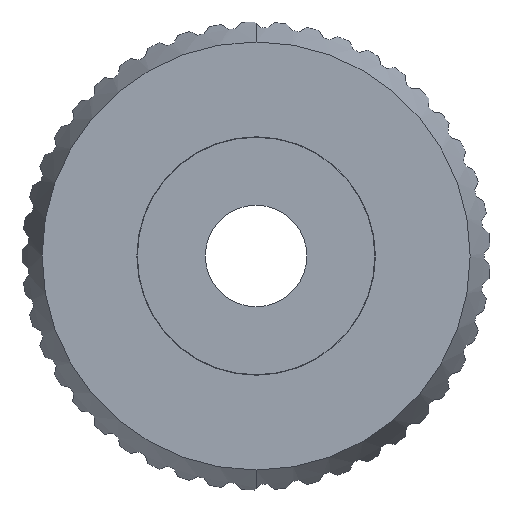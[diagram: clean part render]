
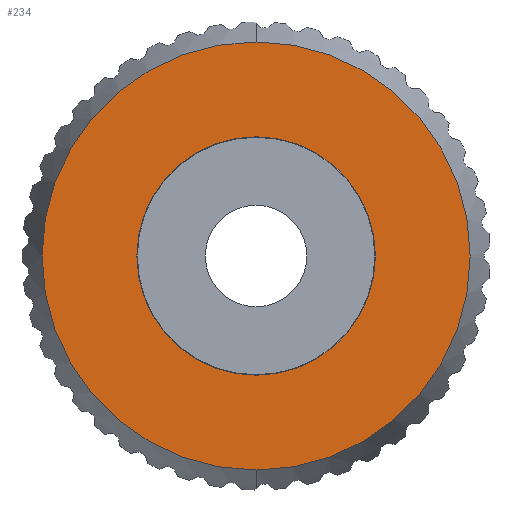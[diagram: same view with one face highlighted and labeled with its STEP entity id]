
A CAD part, front view. The second image highlights one B-rep face of the part: STEP entity #234.
In plain terms, the highlighted planar face has unit normal (0, -1, 0).
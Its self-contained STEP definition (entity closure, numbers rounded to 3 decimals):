
#234=ADVANCED_FACE('',(#616,#617),#618,.T.);
#616=FACE_OUTER_BOUND('',#1005,.T.);
#617=FACE_BOUND('',#1006,.T.);
#618=PLANE('',#1007);
#1005=EDGE_LOOP('',(#2613,#2614));
#1006=EDGE_LOOP('',(#2615,#2616,#2617));
#1007=AXIS2_PLACEMENT_3D('',#2618,#2619,#2620);
#2613=ORIENTED_EDGE('',*,*,#2740,.F.);
#2614=ORIENTED_EDGE('',*,*,#3308,.F.);
#2615=ORIENTED_EDGE('',*,*,#3306,.T.);
#2616=ORIENTED_EDGE('',*,*,#2837,.T.);
#2617=ORIENTED_EDGE('',*,*,#3307,.T.);
#2618=CARTESIAN_POINT('',(0.,-13.1,-16.417));
#2619=DIRECTION('',(0.0,-1.0,0.0));
#2620=DIRECTION('',(0.,0.0,1.0));
#2740=EDGE_CURVE('',#3310,#3313,#3314,.T.);
#2837=EDGE_CURVE('',#3499,#3505,#3507,.T.);
#3306=EDGE_CURVE('',#4257,#3499,#4258,.T.);
#3307=EDGE_CURVE('',#3505,#4257,#4259,.T.);
#3308=EDGE_CURVE('',#3313,#3310,#4260,.T.);
#3310=VERTEX_POINT('',#4262);
#3313=VERTEX_POINT('',#4266);
#3314=CIRCLE('',#4267,21.085);
#3499=VERTEX_POINT('',#4867);
#3505=VERTEX_POINT('',#4873);
#3507=CIRCLE('',#4875,11.748);
#4257=VERTEX_POINT('',#7773);
#4258=CIRCLE('',#7774,11.748);
#4259=CIRCLE('',#7775,11.748);
#4260=CIRCLE('',#7776,21.085);
#4262=CARTESIAN_POINT('',(0.,-13.1,-21.085));
#4266=CARTESIAN_POINT('',(0.,-13.1,21.085));
#4267=AXIS2_PLACEMENT_3D('',#7779,#7780,#7781);
#4867=CARTESIAN_POINT('',(-11.748,-13.1,0.));
#4873=CARTESIAN_POINT('',(11.748,-13.1,0.));
#4875=AXIS2_PLACEMENT_3D('',#7930,#7931,#7932);
#7773=CARTESIAN_POINT('',(0.,-13.1,-11.748));
#7774=AXIS2_PLACEMENT_3D('',#8461,#8462,#8463);
#7775=AXIS2_PLACEMENT_3D('',#8464,#8465,#8466);
#7776=AXIS2_PLACEMENT_3D('',#8467,#8468,#8469);
#7779=CARTESIAN_POINT('',(0.0,-13.1,0.0));
#7780=DIRECTION('',(0.0,1.0,0.0));
#7781=DIRECTION('',(0.,0.0,-1.0));
#7930=CARTESIAN_POINT('',(0.0,-13.1,0.0));
#7931=DIRECTION('',(0.0,1.0,0.0));
#7932=DIRECTION('',(0.,0.0,-1.0));
#8461=CARTESIAN_POINT('',(0.0,-13.1,0.0));
#8462=DIRECTION('',(0.0,1.0,0.0));
#8463=DIRECTION('',(0.,0.0,-1.0));
#8464=CARTESIAN_POINT('',(0.0,-13.1,0.0));
#8465=DIRECTION('',(0.0,1.0,0.0));
#8466=DIRECTION('',(0.,0.0,-1.0));
#8467=CARTESIAN_POINT('',(0.0,-13.1,0.0));
#8468=DIRECTION('',(0.0,1.0,0.0));
#8469=DIRECTION('',(0.,0.0,-1.0));
